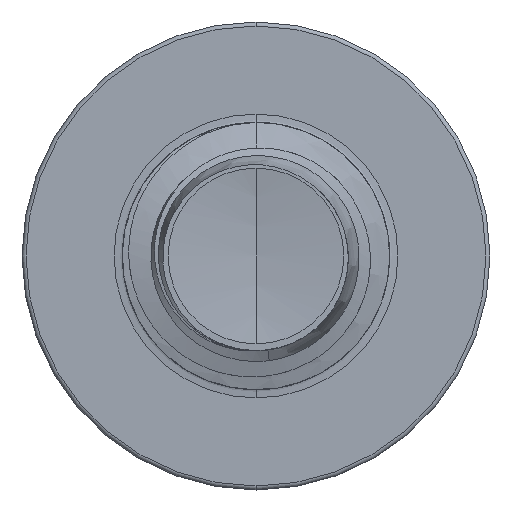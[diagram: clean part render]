
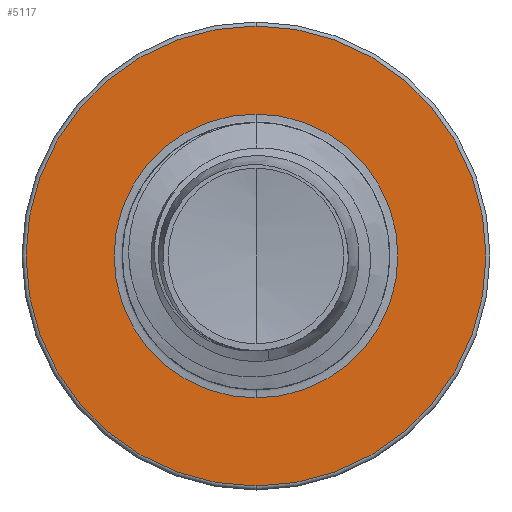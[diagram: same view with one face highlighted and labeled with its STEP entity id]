
A CAD part, front view. The second image highlights one B-rep face of the part: STEP entity #5117.
In plain terms, the highlighted planar face has unit normal (0, -1, 0).
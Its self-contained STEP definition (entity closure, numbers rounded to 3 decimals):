
#1835 = EDGE_CURVE ( 'NONE', #11808, #34422, #33328, .T. ) ;
#2980 = DIRECTION ( 'NONE',  ( 0., 0., 1. ) ) ;
#2996 = DIRECTION ( 'NONE',  ( 0., 1., 0. ) ) ;
#3109 = PLANE ( 'NONE',  #15273 ) ;
#3320 = CARTESIAN_POINT ( 'NONE',  ( 0., 17.5, -3.186 ) ) ;
#4795 = DIRECTION ( 'NONE',  ( 0., 1., 0. ) ) ;
#5117 = ADVANCED_FACE ( 'NONE', ( #23242, #8939 ), #3109, .F. ) ;
#6644 = ORIENTED_EDGE ( 'NONE', *, *, #30167, .F. ) ;
#7318 = DIRECTION ( 'NONE',  ( 0., 1., 0. ) ) ;
#7994 = CARTESIAN_POINT ( 'NONE',  ( 0., 17.5, 3.186 ) ) ;
#8939 = FACE_BOUND ( 'NONE', #14863, .T. ) ;
#9194 = DIRECTION ( 'NONE',  ( 0., 1., 0. ) ) ;
#10730 = CIRCLE ( 'NONE', #30354, 3.186 ) ;
#10974 = AXIS2_PLACEMENT_3D ( 'NONE', #18286, #18255, #18890 ) ;
#11065 = CIRCLE ( 'NONE', #24626, 5.16 ) ;
#11808 = VERTEX_POINT ( 'NONE', #7994 ) ;
#12405 = CARTESIAN_POINT ( 'NONE',  ( 0., 17.5, -3.186 ) ) ;
#13147 = CARTESIAN_POINT ( 'NONE',  ( 0., 17.5, -5.16 ) ) ;
#14863 = EDGE_LOOP ( 'NONE', ( #23244, #36031 ) ) ;
#15273 = AXIS2_PLACEMENT_3D ( 'NONE', #3320, #2996, #2980 ) ;
#15356 = VERTEX_POINT ( 'NONE', #13147 ) ;
#18255 = DIRECTION ( 'NONE',  ( 0., 1., 0. ) ) ;
#18286 = CARTESIAN_POINT ( 'NONE',  ( 0., 17.5, 0. ) ) ;
#18890 = DIRECTION ( 'NONE',  ( 0., 0., 1. ) ) ;
#19124 = EDGE_CURVE ( 'NONE', #30813, #15356, #11065, .T. ) ;
#21909 = CARTESIAN_POINT ( 'NONE',  ( 0., 17.5, 0. ) ) ;
#23242 = FACE_OUTER_BOUND ( 'NONE', #35875, .T. ) ;
#23244 = ORIENTED_EDGE ( 'NONE', *, *, #1835, .T. ) ;
#24376 = CARTESIAN_POINT ( 'NONE',  ( 0., 17.5, 0. ) ) ;
#24626 = AXIS2_PLACEMENT_3D ( 'NONE', #24376, #7318, #27126 ) ;
#24706 = DIRECTION ( 'NONE',  ( 0., 0., 1. ) ) ;
#25261 = CARTESIAN_POINT ( 'NONE',  ( 0., 17.5, 5.16 ) ) ;
#25839 = AXIS2_PLACEMENT_3D ( 'NONE', #21909, #4795, #24706 ) ;
#26195 = CARTESIAN_POINT ( 'NONE',  ( 0., 17.5, 0. ) ) ;
#27126 = DIRECTION ( 'NONE',  ( 0., 0., 1. ) ) ;
#28574 = ORIENTED_EDGE ( 'NONE', *, *, #19124, .F. ) ;
#28908 = DIRECTION ( 'NONE',  ( 0., 0., 1. ) ) ;
#30167 = EDGE_CURVE ( 'NONE', #15356, #30813, #32498, .T. ) ;
#30354 = AXIS2_PLACEMENT_3D ( 'NONE', #26195, #9194, #28908 ) ;
#30813 = VERTEX_POINT ( 'NONE', #25261 ) ;
#32498 = CIRCLE ( 'NONE', #25839, 5.16 ) ;
#33328 = CIRCLE ( 'NONE', #10974, 3.186 ) ;
#34422 = VERTEX_POINT ( 'NONE', #12405 ) ;
#35719 = EDGE_CURVE ( 'NONE', #34422, #11808, #10730, .T. ) ;
#35875 = EDGE_LOOP ( 'NONE', ( #28574, #6644 ) ) ;
#36031 = ORIENTED_EDGE ( 'NONE', *, *, #35719, .T. ) ;
